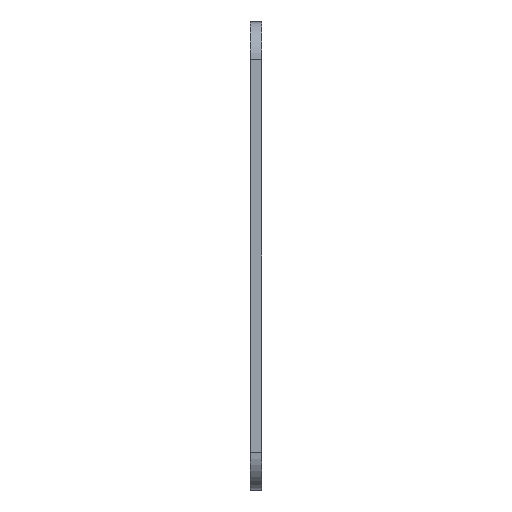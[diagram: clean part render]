
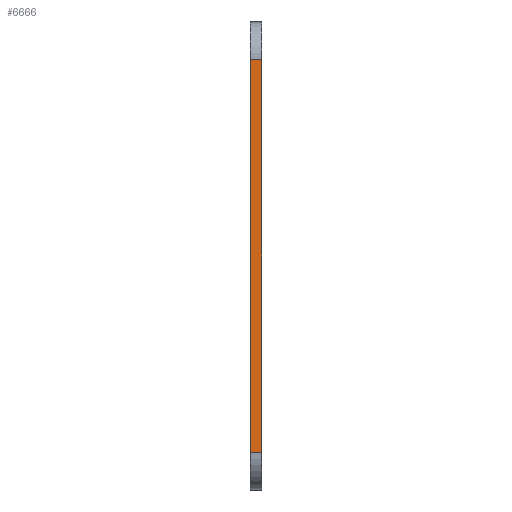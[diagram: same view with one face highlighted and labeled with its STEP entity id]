
A CAD part, left-side view. The second image highlights one B-rep face of the part: STEP entity #6666.
In plain terms, the highlighted planar face has unit normal (-1, 0, 0).
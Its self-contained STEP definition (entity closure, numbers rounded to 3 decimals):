
#752=PLANE('',#7072);
#880=FACE_OUTER_BOUND('',#1257,.T.);
#1257=EDGE_LOOP('',(#4552,#4553,#4554,#4555));
#1664=LINE('',#8215,#2211);
#1665=LINE('',#8218,#2212);
#1666=LINE('',#8220,#2213);
#1667=LINE('',#8221,#2214);
#2211=VECTOR('',#7274,10.);
#2212=VECTOR('',#7277,10.);
#2213=VECTOR('',#7278,10.);
#2214=VECTOR('',#7279,10.);
#2803=VERTEX_POINT('',#8208);
#2806=VERTEX_POINT('',#8213);
#2807=VERTEX_POINT('',#8217);
#2808=VERTEX_POINT('',#8219);
#3504=EDGE_CURVE('',#2806,#2803,#1664,.T.);
#3505=EDGE_CURVE('',#2807,#2806,#1665,.T.);
#3506=EDGE_CURVE('',#2808,#2807,#1666,.T.);
#3507=EDGE_CURVE('',#2803,#2808,#1667,.T.);
#4552=ORIENTED_EDGE('',*,*,#3504,.F.);
#4553=ORIENTED_EDGE('',*,*,#3505,.F.);
#4554=ORIENTED_EDGE('',*,*,#3506,.F.);
#4555=ORIENTED_EDGE('',*,*,#3507,.F.);
#6666=ADVANCED_FACE('',(#880),#752,.T.);
#7072=AXIS2_PLACEMENT_3D('',#8216,#7275,#7276);
#7274=DIRECTION('',(0.,1.,0.));
#7275=DIRECTION('center_axis',(-1.,0.,0.));
#7276=DIRECTION('ref_axis',(0.,0.,1.));
#7277=DIRECTION('',(0.,0.,-1.));
#7278=DIRECTION('',(0.,-1.,0.));
#7279=DIRECTION('',(0.,0.,1.));
#8208=CARTESIAN_POINT('',(-11.775,1.5,11.925));
#8213=CARTESIAN_POINT('',(-11.775,0.,11.925));
#8215=CARTESIAN_POINT('',(-11.775,0.,11.925));
#8216=CARTESIAN_POINT('Origin',(-11.775,0.,6.925));
#8217=CARTESIAN_POINT('',(-11.775,0.,63.925));
#8218=CARTESIAN_POINT('',(-11.775,0.,68.925));
#8219=CARTESIAN_POINT('',(-11.775,1.5,63.925));
#8220=CARTESIAN_POINT('',(-11.775,0.,63.925));
#8221=CARTESIAN_POINT('',(-11.775,1.5,68.925));
